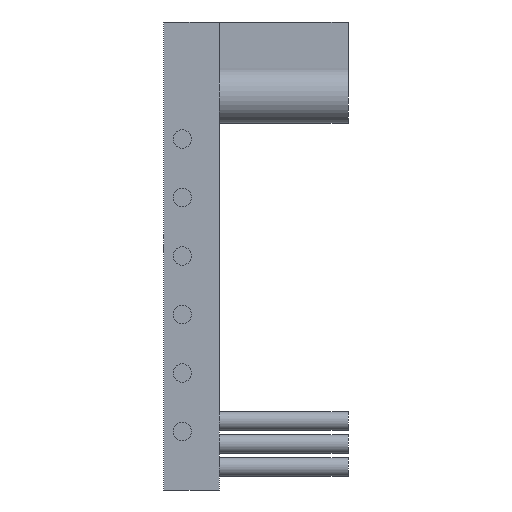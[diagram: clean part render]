
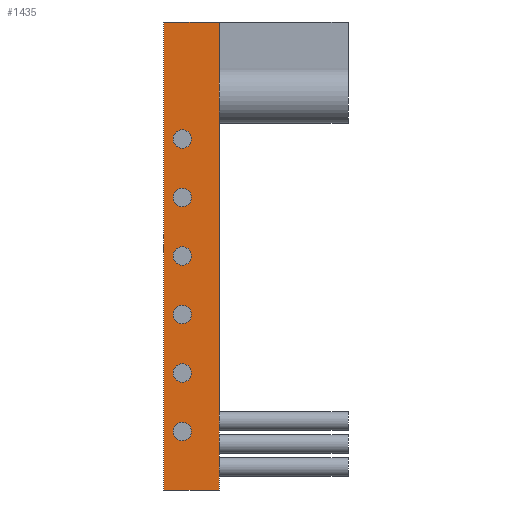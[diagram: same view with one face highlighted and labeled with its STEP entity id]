
A CAD part, left-side view. The second image highlights one B-rep face of the part: STEP entity #1435.
In plain terms, the highlighted planar face has unit normal (-1, 0, 0).
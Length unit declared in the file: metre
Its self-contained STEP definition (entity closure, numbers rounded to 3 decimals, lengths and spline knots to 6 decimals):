
#171=CIRCLE('',#1669,0.0005);
#173=CIRCLE('',#1672,0.0005);
#175=CIRCLE('',#1675,0.0005);
#177=CIRCLE('',#1678,0.0005);
#179=CIRCLE('',#1681,0.0005);
#181=CIRCLE('',#1684,0.0005);
#443=ORIENTED_EDGE('',*,*,#595,.F.);
#444=ORIENTED_EDGE('',*,*,#593,.F.);
#445=ORIENTED_EDGE('',*,*,#591,.F.);
#446=ORIENTED_EDGE('',*,*,#589,.F.);
#447=ORIENTED_EDGE('',*,*,#587,.F.);
#448=ORIENTED_EDGE('',*,*,#585,.F.);
#449=ORIENTED_EDGE('',*,*,#463,.T.);
#450=ORIENTED_EDGE('',*,*,#478,.F.);
#451=ORIENTED_EDGE('',*,*,#476,.F.);
#452=ORIENTED_EDGE('',*,*,#582,.F.);
#463=EDGE_CURVE('',#601,#602,#731,.T.);
#476=EDGE_CURVE('',#611,#612,#742,.T.);
#478=EDGE_CURVE('',#612,#602,#744,.T.);
#582=EDGE_CURVE('',#601,#611,#750,.T.);
#585=EDGE_CURVE('',#715,#715,#171,.T.);
#587=EDGE_CURVE('',#717,#717,#173,.T.);
#589=EDGE_CURVE('',#719,#719,#175,.T.);
#591=EDGE_CURVE('',#721,#721,#177,.T.);
#593=EDGE_CURVE('',#723,#723,#179,.T.);
#595=EDGE_CURVE('',#725,#725,#181,.T.);
#601=VERTEX_POINT('',#2207);
#602=VERTEX_POINT('',#2208);
#611=VERTEX_POINT('',#2231);
#612=VERTEX_POINT('',#2233);
#715=VERTEX_POINT('',#2553);
#717=VERTEX_POINT('',#2558);
#719=VERTEX_POINT('',#2563);
#721=VERTEX_POINT('',#2568);
#723=VERTEX_POINT('',#2573);
#725=VERTEX_POINT('',#2578);
#731=LINE('',#2206,#755);
#742=LINE('',#2232,#766);
#744=LINE('',#2236,#768);
#750=LINE('',#2493,#774);
#755=VECTOR('',#1703,1.);
#766=VECTOR('',#1722,1.);
#768=VECTOR('',#1726,1.);
#774=VECTOR('',#2034,1.);
#1000=EDGE_LOOP('',(#443));
#1001=EDGE_LOOP('',(#444));
#1002=EDGE_LOOP('',(#445));
#1003=EDGE_LOOP('',(#446));
#1004=EDGE_LOOP('',(#447));
#1005=EDGE_LOOP('',(#448));
#1006=EDGE_LOOP('',(#449,#450,#451,#452));
#1238=FACE_BOUND('',#1000,.T.);
#1239=FACE_BOUND('',#1001,.T.);
#1240=FACE_BOUND('',#1002,.T.);
#1241=FACE_BOUND('',#1003,.T.);
#1242=FACE_BOUND('',#1004,.T.);
#1243=FACE_BOUND('',#1005,.T.);
#1244=FACE_BOUND('',#1006,.T.);
#1311=PLANE('',#1686);
#1435=ADVANCED_FACE('',(#1238,#1239,#1240,#1241,#1242,#1243,#1244),#1311,
 .T.);
#1669=AXIS2_PLACEMENT_3D('',#2552,#2147,#2148);
#1672=AXIS2_PLACEMENT_3D('',#2557,#2153,#2154);
#1675=AXIS2_PLACEMENT_3D('',#2562,#2159,#2160);
#1678=AXIS2_PLACEMENT_3D('',#2567,#2165,#2166);
#1681=AXIS2_PLACEMENT_3D('',#2572,#2171,#2172);
#1684=AXIS2_PLACEMENT_3D('',#2577,#2177,#2178);
#1686=AXIS2_PLACEMENT_3D('',#2581,#2181,#2182);
#1703=DIRECTION('',(0.,1.,0.));
#1722=DIRECTION('',(0.,1.,0.));
#1726=DIRECTION('',(0.,0.,1.));
#2034=DIRECTION('',(0.,0.,-1.));
#2147=DIRECTION('',(-1.,0.,0.));
#2148=DIRECTION('',(0.,0.,1.));
#2153=DIRECTION('',(-1.,0.,0.));
#2154=DIRECTION('',(0.,0.,1.));
#2159=DIRECTION('',(-1.,0.,0.));
#2160=DIRECTION('',(0.,0.,1.));
#2165=DIRECTION('',(-1.,0.,0.));
#2166=DIRECTION('',(0.,0.,1.));
#2171=DIRECTION('',(-1.,0.,0.));
#2172=DIRECTION('',(0.,0.,1.));
#2177=DIRECTION('',(-1.,0.,0.));
#2178=DIRECTION('',(0.,0.,1.));
#2181=DIRECTION('',(-1.,0.,0.));
#2182=DIRECTION('',(0.,-1.,0.));
#2206=CARTESIAN_POINT('',(0.005,-0.01,0.0254));
#2207=CARTESIAN_POINT('',(0.005,-0.003,0.0254));
#2208=CARTESIAN_POINT('',(0.005,0.,0.0254));
#2231=CARTESIAN_POINT('',(0.005,-0.003,0.));
#2232=CARTESIAN_POINT('',(0.005,-0.01,0.));
#2233=CARTESIAN_POINT('',(0.005,0.,0.));
#2236=CARTESIAN_POINT('',(0.005,0.,0.0127));
#2493=CARTESIAN_POINT('',(0.005,-0.003,0.0127));
#2552=CARTESIAN_POINT('',(0.005,-0.001,0.003175));
#2553=CARTESIAN_POINT('',(0.005,-0.001,0.003675));
#2557=CARTESIAN_POINT('',(0.005,-0.001,0.015875));
#2558=CARTESIAN_POINT('',(0.005,-0.001,0.016375));
#2562=CARTESIAN_POINT('',(0.005,-0.001,0.01905));
#2563=CARTESIAN_POINT('',(0.005,-0.001,0.01955));
#2567=CARTESIAN_POINT('',(0.005,-0.001,0.009525));
#2568=CARTESIAN_POINT('',(0.005,-0.001,0.010025));
#2572=CARTESIAN_POINT('',(0.005,-0.001,0.00635));
#2573=CARTESIAN_POINT('',(0.005,-0.001,0.00685));
#2577=CARTESIAN_POINT('',(0.005,-0.001,0.0127));
#2578=CARTESIAN_POINT('',(0.005,-0.001,0.0132));
#2581=CARTESIAN_POINT('',(0.005,-0.005,0.0127));
